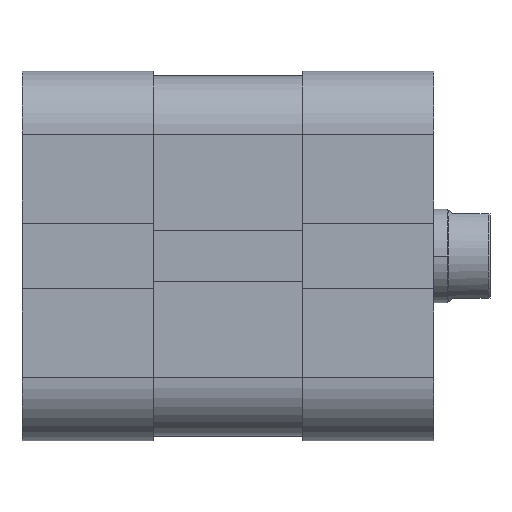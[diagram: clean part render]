
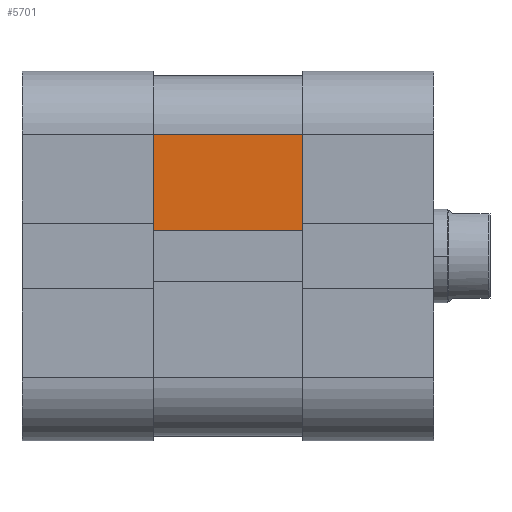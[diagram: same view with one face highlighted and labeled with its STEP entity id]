
A CAD part, front view. The second image highlights one B-rep face of the part: STEP entity #5701.
In plain terms, the highlighted face is planar.
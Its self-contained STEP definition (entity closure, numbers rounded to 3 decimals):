
#217 = VERTEX_POINT ( 'NONE', #3020 ) ;
#220 = VERTEX_POINT ( 'NONE', #3150 ) ;
#240 = VERTEX_POINT ( 'NONE', #3015 ) ;
#244 = VERTEX_POINT ( 'NONE', #2997 ) ;
#416 = CARTESIAN_POINT ( 'NONE',  ( 38.5, 32.25, 0. ) ) ;
#417 = DIRECTION ( 'NONE',  ( 0., 1., 0. ) ) ;
#418 = CARTESIAN_POINT ( 'NONE',  ( 38.5, 16.55, -16. ) ) ;
#425 = DIRECTION ( 'NONE',  ( 0., 0., 1. ) ) ;
#1741 = ORIENTED_EDGE ( 'NONE', *, *, #6718, .T. ) ;
#1742 = ORIENTED_EDGE ( 'NONE', *, *, #6711, .F. ) ;
#1745 = ORIENTED_EDGE ( 'NONE', *, *, #6730, .F. ) ;
#1746 = ORIENTED_EDGE ( 'NONE', *, *, #6733, .T. ) ;
#2485 = FACE_OUTER_BOUND ( 'NONE', #6230, .T. ) ;
#2997 = CARTESIAN_POINT ( 'NONE',  ( 38.5, 16.55, 0. ) ) ;
#3015 = CARTESIAN_POINT ( 'NONE',  ( 38.5, 6.25, 0. ) ) ;
#3020 = CARTESIAN_POINT ( 'NONE',  ( 38.5, 6.25, -16. ) ) ;
#3150 = CARTESIAN_POINT ( 'NONE',  ( 38.5, 16.55, -16. ) ) ;
#3250 = PLANE ( 'NONE',  #7278 ) ;
#3740 = DIRECTION ( 'NONE',  ( 1., 0., 0. ) ) ;
#3746 = DIRECTION ( 'NONE',  ( 0., 0., -1. ) ) ;
#3860 = CARTESIAN_POINT ( 'NONE',  ( 38.5, 32.25, -16. ) ) ;
#4194 = DIRECTION ( 'NONE',  ( 0., 0., 1. ) ) ;
#4197 = CARTESIAN_POINT ( 'NONE',  ( 38.5, 6.25, -16. ) ) ;
#4516 = CARTESIAN_POINT ( 'NONE',  ( 38.5, 32.25, -16. ) ) ;
#4520 = DIRECTION ( 'NONE',  ( 0., 1., 0. ) ) ;
#5019 = LINE ( 'NONE', #4197, #5031 ) ;
#5031 = VECTOR ( 'NONE', #4194, 1000. ) ;
#5042 = LINE ( 'NONE', #4516, #5043 ) ;
#5043 = VECTOR ( 'NONE', #4520, 1000. ) ;
#5052 = VECTOR ( 'NONE', #425, 1000. ) ;
#5059 = LINE ( 'NONE', #416, #5060 ) ;
#5060 = VECTOR ( 'NONE', #417, 1000. ) ;
#5066 = LINE ( 'NONE', #418, #5052 ) ;
#5701 = ADVANCED_FACE ( 'NONE', ( #2485 ), #3250, .T. ) ;
#6230 = EDGE_LOOP ( 'NONE', ( #1746, #1745, #1742, #1741 ) ) ;
#6711 = EDGE_CURVE ( 'NONE', #217, #240, #5019, .T. ) ;
#6718 = EDGE_CURVE ( 'NONE', #217, #220, #5042, .T. ) ;
#6730 = EDGE_CURVE ( 'NONE', #240, #244, #5059, .T. ) ;
#6733 = EDGE_CURVE ( 'NONE', #220, #244, #5066, .T. ) ;
#7278 = AXIS2_PLACEMENT_3D ( 'NONE', #3860, #3740, #3746 ) ;
